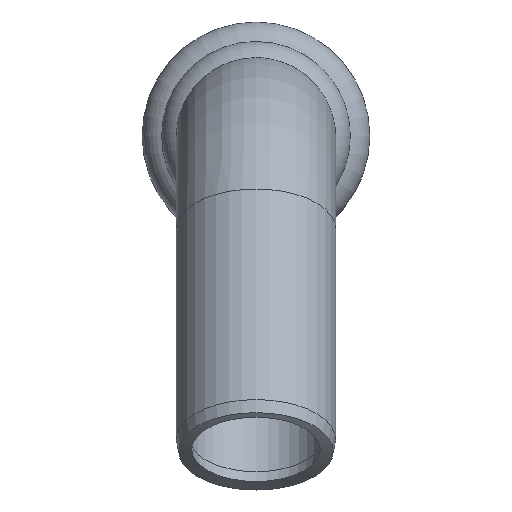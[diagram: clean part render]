
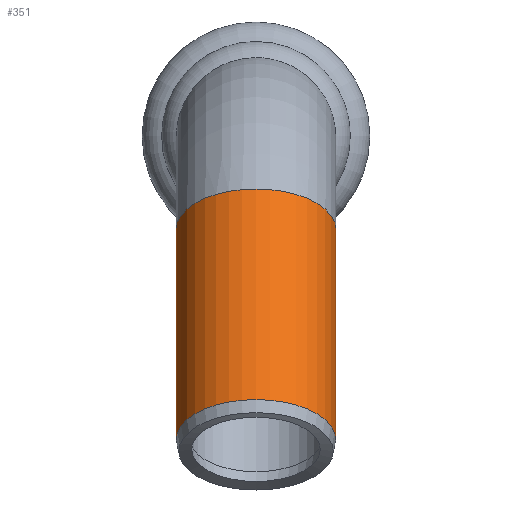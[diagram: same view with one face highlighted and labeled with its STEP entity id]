
A CAD part, left-side view. The second image highlights one B-rep face of the part: STEP entity #351.
In plain terms, the highlighted cylindrical face has radius 9 mm (diameter 18 mm), a full revolution.
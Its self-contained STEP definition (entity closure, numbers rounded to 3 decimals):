
#32=LINE('',#621,#42);
#42=VECTOR('',#496,9.);
#52=CYLINDRICAL_SURFACE('',#405,9.);
#60=FACE_OUTER_BOUND('',#77,.T.);
#77=EDGE_LOOP('',(#255,#256,#257,#258,#259));
#107=CIRCLE('',#406,9.);
#108=CIRCLE('',#407,9.);
#109=CIRCLE('',#408,9.);
#148=VERTEX_POINT('',#616);
#149=VERTEX_POINT('',#617);
#150=VERTEX_POINT('',#620);
#191=EDGE_CURVE('',#148,#149,#107,.T.);
#192=EDGE_CURVE('',#149,#148,#108,.T.);
#193=EDGE_CURVE('',#149,#150,#32,.T.);
#194=EDGE_CURVE('',#150,#150,#109,.T.);
#255=ORIENTED_EDGE('',*,*,#191,.F.);
#256=ORIENTED_EDGE('',*,*,#192,.F.);
#257=ORIENTED_EDGE('',*,*,#193,.T.);
#258=ORIENTED_EDGE('',*,*,#194,.F.);
#259=ORIENTED_EDGE('',*,*,#193,.F.);
#351=ADVANCED_FACE('',(#60),#52,.T.);
#405=AXIS2_PLACEMENT_3D('',#615,#490,#491);
#406=AXIS2_PLACEMENT_3D('',#618,#492,#493);
#407=AXIS2_PLACEMENT_3D('',#619,#494,#495);
#408=AXIS2_PLACEMENT_3D('',#622,#497,#498);
#490=DIRECTION('center_axis',(-0.5,0.,-0.866));
#491=DIRECTION('ref_axis',(-0.866,0.,0.5));
#492=DIRECTION('center_axis',(-0.5,0.,-0.866));
#493=DIRECTION('ref_axis',(0.866,0.,-0.5));
#494=DIRECTION('center_axis',(-0.5,0.,-0.866));
#495=DIRECTION('ref_axis',(0.866,0.,-0.5));
#496=DIRECTION('',(0.5,0.,0.866));
#497=DIRECTION('center_axis',(0.5,0.,0.866));
#498=DIRECTION('ref_axis',(-0.866,0.,0.5));
#615=CARTESIAN_POINT('Origin',(-12.925,0.,-22.387));
#616=CARTESIAN_POINT('',(-27.583,0.,-29.775));
#617=CARTESIAN_POINT('',(-11.994,0.,-38.775));
#618=CARTESIAN_POINT('Origin',(-19.789,0.,-34.275));
#619=CARTESIAN_POINT('Origin',(-19.789,0.,-34.275));
#620=CARTESIAN_POINT('',(1.732,0.,-15.));
#621=CARTESIAN_POINT('',(-5.131,0.,-26.887));
#622=CARTESIAN_POINT('Origin',(-6.062,0.,-10.5));
